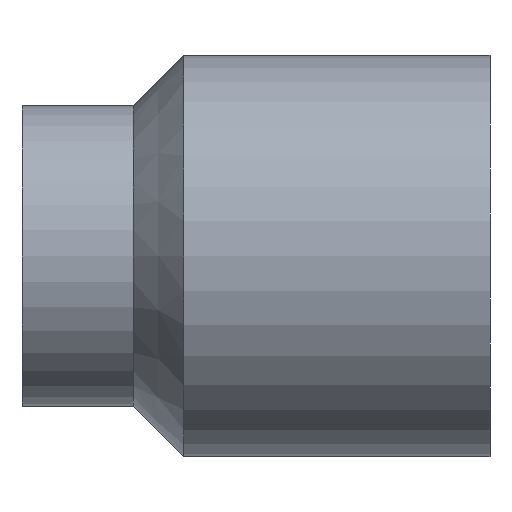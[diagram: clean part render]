
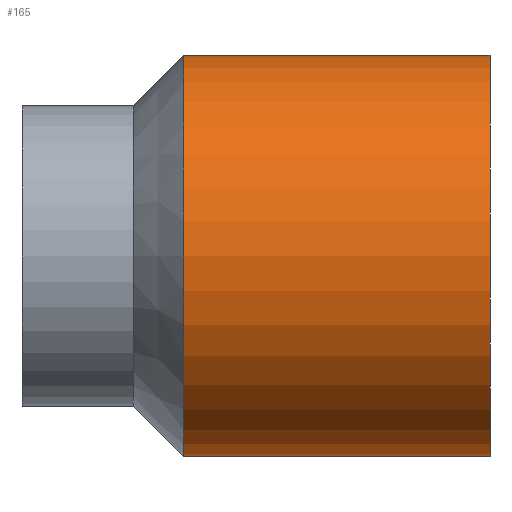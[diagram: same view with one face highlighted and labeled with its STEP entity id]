
A CAD part, left-side view. The second image highlights one B-rep face of the part: STEP entity #165.
In plain terms, the highlighted cylindrical face has radius 9 mm (diameter 18 mm), a partial arc.
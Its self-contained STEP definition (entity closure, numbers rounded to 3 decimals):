
#93 = EDGE_CURVE ( 'NONE', #286, #205, #279, .T. ) ;
#94 = ORIENTED_EDGE ( 'NONE', *, *, #289, .F. ) ;
#102 = ORIENTED_EDGE ( 'NONE', *, *, #131, .F. ) ;
#131 = EDGE_CURVE ( 'NONE', #286, #132, #349, .T. ) ;
#132 = VERTEX_POINT ( 'NONE', #350 ) ;
#135 = VERTEX_POINT ( 'NONE', #336 ) ;
#137 = EDGE_CURVE ( 'NONE', #205, #135, #345, .T. ) ;
#141 = EDGE_LOOP ( 'NONE', ( #102, #164, #145, #94 ) ) ;
#145 = ORIENTED_EDGE ( 'NONE', *, *, #137, .T. ) ;
#164 = ORIENTED_EDGE ( 'NONE', *, *, #93, .T. ) ;
#165 = ADVANCED_FACE ( 'NONE', ( #385 ), #380, .T. ) ;
#205 = VERTEX_POINT ( 'NONE', #407 ) ;
#220 = DIRECTION ( 'NONE',  ( 0., 0., -1. ) ) ;
#221 = DIRECTION ( 'NONE',  ( 0., -1., 0. ) ) ;
#222 = CARTESIAN_POINT ( 'NONE',  ( 0., 13.75, 0. ) ) ;
#223 = AXIS2_PLACEMENT_3D ( 'NONE', #222, #221, #220 ) ;
#279 = CIRCLE ( 'NONE', #223, 9. ) ;
#286 = VERTEX_POINT ( 'NONE', #534 ) ;
#289 = EDGE_CURVE ( 'NONE', #132, #135, #548, .T. ) ;
#336 = CARTESIAN_POINT ( 'NONE',  ( 0., 0., -9. ) ) ;
#342 = DIRECTION ( 'NONE',  ( 0., -1., 0. ) ) ;
#343 = VECTOR ( 'NONE', #342, 1000. ) ;
#344 = CARTESIAN_POINT ( 'NONE',  ( 0., 0., -9. ) ) ;
#345 = LINE ( 'NONE', #344, #343 ) ;
#347 = DIRECTION ( 'NONE',  ( 0., -1., 0. ) ) ;
#348 = CARTESIAN_POINT ( 'NONE',  ( 0., 0., 9. ) ) ;
#349 = LINE ( 'NONE', #348, #352 ) ;
#350 = CARTESIAN_POINT ( 'NONE',  ( 0., 0., 9. ) ) ;
#352 = VECTOR ( 'NONE', #347, 1000. ) ;
#379 = CARTESIAN_POINT ( 'NONE',  ( 0., 0., 0. ) ) ;
#380 = CYLINDRICAL_SURFACE ( 'NONE', #428, 9. ) ;
#381 = DIRECTION ( 'NONE',  ( 0., -1., 0. ) ) ;
#385 = FACE_OUTER_BOUND ( 'NONE', #141, .T. ) ;
#407 = CARTESIAN_POINT ( 'NONE',  ( 0., 13.75, -9. ) ) ;
#427 = DIRECTION ( 'NONE',  ( 0., 0., -1. ) ) ;
#428 = AXIS2_PLACEMENT_3D ( 'NONE', #379, #381, #427 ) ;
#534 = CARTESIAN_POINT ( 'NONE',  ( 0., 13.75, 9. ) ) ;
#544 = DIRECTION ( 'NONE',  ( 0., 0., -1. ) ) ;
#545 = DIRECTION ( 'NONE',  ( 0., -1., 0. ) ) ;
#546 = CARTESIAN_POINT ( 'NONE',  ( 0., 0., 0. ) ) ;
#547 = AXIS2_PLACEMENT_3D ( 'NONE', #546, #545, #544 ) ;
#548 = CIRCLE ( 'NONE', #547, 9. ) ;
